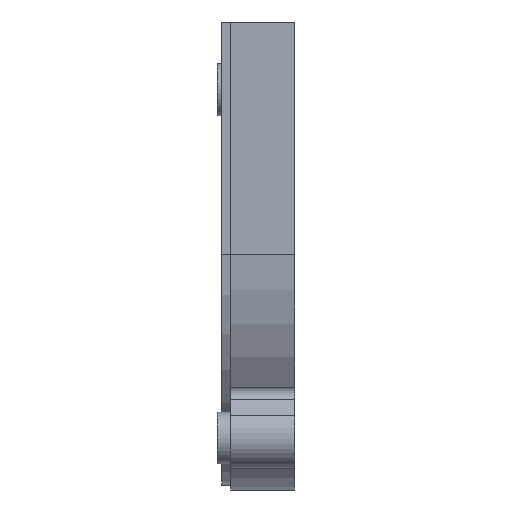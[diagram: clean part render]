
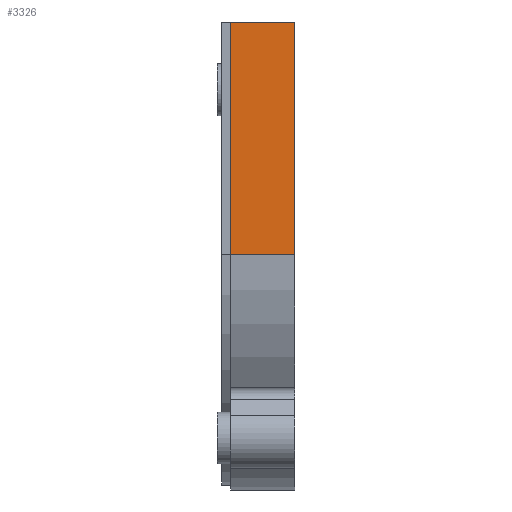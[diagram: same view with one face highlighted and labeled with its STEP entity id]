
A CAD part, left-side view. The second image highlights one B-rep face of the part: STEP entity #3326.
In plain terms, the highlighted planar face has unit normal (-1, 0, 0).
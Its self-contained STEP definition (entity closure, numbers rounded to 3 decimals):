
#381=DIRECTION('',(0.,0.,1.));
#382=VECTOR('',#381,25.4);
#383=CARTESIAN_POINT('',(-27.5,7.,0.));
#384=LINE('',#383,#382);
#668=DIRECTION('',(0.,1.,0.));
#669=VECTOR('',#668,7.);
#670=CARTESIAN_POINT('',(-27.5,0.,25.4));
#671=LINE('',#670,#669);
#783=DIRECTION('',(0.,0.,-1.));
#784=VECTOR('',#783,25.4);
#785=CARTESIAN_POINT('',(-27.5,0.,25.4));
#786=LINE('',#785,#784);
#1783=DIRECTION('',(0.,1.,0.));
#1784=VECTOR('',#1783,7.);
#1785=CARTESIAN_POINT('',(-27.5,0.,0.));
#1786=LINE('',#1785,#1784);
#2692=CARTESIAN_POINT('',(-27.5,7.,25.4));
#2693=VERTEX_POINT('',#2692);
#2710=CARTESIAN_POINT('',(-27.5,7.,0.));
#2711=VERTEX_POINT('',#2710);
#2752=CARTESIAN_POINT('',(-27.5,0.,25.4));
#2753=VERTEX_POINT('',#2752);
#2806=CARTESIAN_POINT('',(-27.5,0.,0.));
#2807=VERTEX_POINT('',#2806);
#3313=CARTESIAN_POINT('',(-27.5,8.,25.4));
#3314=DIRECTION('',(1.,0.,0.));
#3315=DIRECTION('',(0.,0.,-1.));
#3316=AXIS2_PLACEMENT_3D('',#3313,#3314,#3315);
#3317=PLANE('',#3316);
#3318=ORIENTED_EDGE('',*,*,#3234,.T.);
#3319=ORIENTED_EDGE('',*,*,#3161,.F.);
#3321=ORIENTED_EDGE('',*,*,#3320,.T.);
#3323=ORIENTED_EDGE('',*,*,#3322,.T.);
#3324=EDGE_LOOP('',(#3318,#3319,#3321,#3323));
#3325=FACE_OUTER_BOUND('',#3324,.F.);
#3161=EDGE_CURVE('',#2753,#2693,#671,.T.);
#3234=EDGE_CURVE('',#2711,#2693,#384,.T.);
#3320=EDGE_CURVE('',#2753,#2807,#786,.T.);
#3322=EDGE_CURVE('',#2807,#2711,#1786,.T.);
#3326=ADVANCED_FACE('',(#3325),#3317,.F.);
